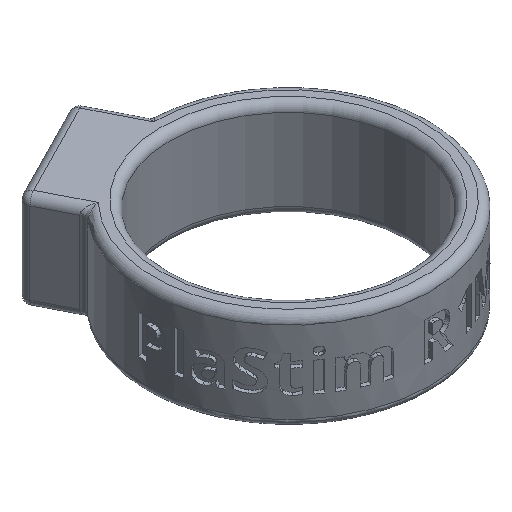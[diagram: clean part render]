
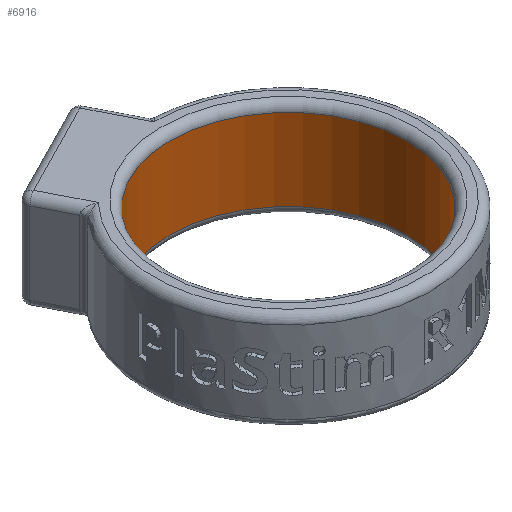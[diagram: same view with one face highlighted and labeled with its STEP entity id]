
A CAD part, isometric view. The second image highlights one B-rep face of the part: STEP entity #6916.
In plain terms, the highlighted cylindrical face has radius 14.5 mm (diameter 29 mm), a full revolution.
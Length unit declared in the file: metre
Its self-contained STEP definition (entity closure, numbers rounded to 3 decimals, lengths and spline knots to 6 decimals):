
#468=CIRCLE('',#7396,0.0145);
#469=CIRCLE('',#7398,0.0145);
#3480=ORIENTED_EDGE('',*,*,#4526,.T.);
#3481=ORIENTED_EDGE('',*,*,#4530,.F.);
#4526=EDGE_CURVE('',#5213,#5213,#468,.T.);
#4530=EDGE_CURVE('',#5216,#5216,#469,.T.);
#5213=VERTEX_POINT('',#13198);
#5216=VERTEX_POINT('',#13206);
#6014=EDGE_LOOP('',(#3480));
#6015=EDGE_LOOP('',(#3481));
#6447=FACE_BOUND('',#6014,.T.);
#6448=FACE_BOUND('',#6015,.T.);
#6531=CYLINDRICAL_SURFACE('',#7399,0.0145);
#6916=ADVANCED_FACE('',(#6447,#6448),#6531,.F.);
#7396=AXIS2_PLACEMENT_3D('',#13197,#8740,#8741);
#7398=AXIS2_PLACEMENT_3D('',#13205,#8747,#8748);
#7399=AXIS2_PLACEMENT_3D('',#13207,#8749,#8750);
#8740=DIRECTION('',(0.,0.,1.));
#8741=DIRECTION('',(1.,0.,0.));
#8747=DIRECTION('',(0.,0.,1.));
#8748=DIRECTION('',(1.,0.,0.));
#8749=DIRECTION('',(0.,0.,-1.));
#8750=DIRECTION('',(-1.,0.,0.));
#13197=CARTESIAN_POINT('',(0.,0.,0.005));
#13198=CARTESIAN_POINT('',(0.0145,0.,0.005));
#13205=CARTESIAN_POINT('',(0.,0.,-0.005));
#13206=CARTESIAN_POINT('',(0.0145,0.,-0.005));
#13207=CARTESIAN_POINT('',(0.,0.,0.005));
